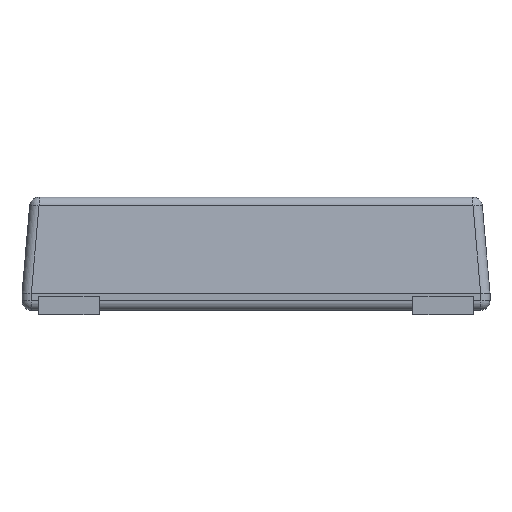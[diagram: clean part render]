
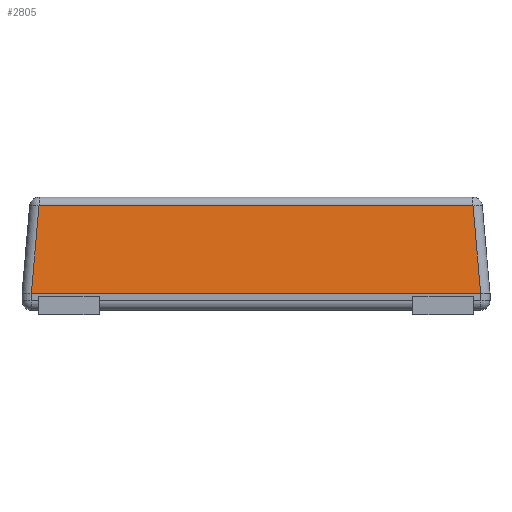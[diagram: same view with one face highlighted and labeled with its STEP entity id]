
A CAD part, left-side view. The second image highlights one B-rep face of the part: STEP entity #2805.
In plain terms, the highlighted planar face has unit normal (-0.996, 0, 0.087).
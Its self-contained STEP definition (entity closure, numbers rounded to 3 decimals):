
#215=FACE_OUTER_BOUND('',#377,.T.);
#377=EDGE_LOOP('',(#2287,#2288,#2289,#2290,#2291,#2292));
#645=LINE('',#4242,#981);
#659=LINE('',#4297,#995);
#661=LINE('',#4308,#997);
#665=LINE('',#4335,#1001);
#667=LINE('',#4338,#1003);
#672=LINE('',#4349,#1008);
#981=VECTOR('',#3455,4.8);
#995=VECTOR('',#3517,0.);
#997=VECTOR('',#3529,0.);
#1001=VECTOR('',#3565,0.945);
#1003=VECTOR('',#3569,4.637);
#1008=VECTOR('',#3582,0.945);
#1249=VERTEX_POINT('',#4239);
#1250=VERTEX_POINT('',#4241);
#1267=VERTEX_POINT('',#4295);
#1271=VERTEX_POINT('',#4307);
#1274=VERTEX_POINT('',#4314);
#1277=VERTEX_POINT('',#4327);
#1565=EDGE_CURVE('',#1250,#1249,#645,.T.);
#1594=EDGE_CURVE('',#1249,#1267,#659,.T.);
#1599=EDGE_CURVE('',#1271,#1250,#661,.T.);
#1613=EDGE_CURVE('',#1271,#1277,#665,.T.);
#1615=EDGE_CURVE('',#1277,#1274,#667,.T.);
#1621=EDGE_CURVE('',#1274,#1267,#672,.T.);
#2287=ORIENTED_EDGE('',*,*,#1613,.F.);
#2288=ORIENTED_EDGE('',*,*,#1599,.T.);
#2289=ORIENTED_EDGE('',*,*,#1565,.T.);
#2290=ORIENTED_EDGE('',*,*,#1594,.T.);
#2291=ORIENTED_EDGE('',*,*,#1621,.F.);
#2292=ORIENTED_EDGE('',*,*,#1615,.F.);
#2532=PLANE('',#2993);
#2805=ADVANCED_FACE('',(#215),#2532,.T.);
#2993=AXIS2_PLACEMENT_3D('',#4380,#3619,#3620);
#3455=DIRECTION('',(0.,-1.,0.));
#3517=DIRECTION('',(0.,-1.,0.));
#3529=DIRECTION('',(0.,-1.,0.));
#3565=DIRECTION('',(0.087,-0.087,0.992));
#3569=DIRECTION('',(0.,-1.,0.));
#3582=DIRECTION('',(-0.087,-0.087,-0.992));
#3619=DIRECTION('center_axis',(-0.996,0.,0.087));
#3620=DIRECTION('ref_axis',(0.087,0.,0.996));
#4239=CARTESIAN_POINT('',(-2.7,-2.4,0.231));
#4241=CARTESIAN_POINT('',(-2.7,2.4,0.231));
#4242=CARTESIAN_POINT('',(-2.7,1.25,0.231));
#4295=CARTESIAN_POINT('',(-2.7,-2.4,0.231));
#4297=CARTESIAN_POINT('',(-2.7,1.25,0.231));
#4307=CARTESIAN_POINT('',(-2.7,2.4,0.231));
#4308=CARTESIAN_POINT('',(-2.7,1.25,0.231));
#4314=CARTESIAN_POINT('',(-2.618,-2.318,1.169));
#4327=CARTESIAN_POINT('',(-2.618,2.318,1.169));
#4335=CARTESIAN_POINT('',(-2.636,2.336,0.962));
#4338=CARTESIAN_POINT('',(-2.618,0.625,1.169));
#4349=CARTESIAN_POINT('',(-2.637,-2.337,0.953));
#4380=CARTESIAN_POINT('Origin',(-2.655,1.25,0.746));
